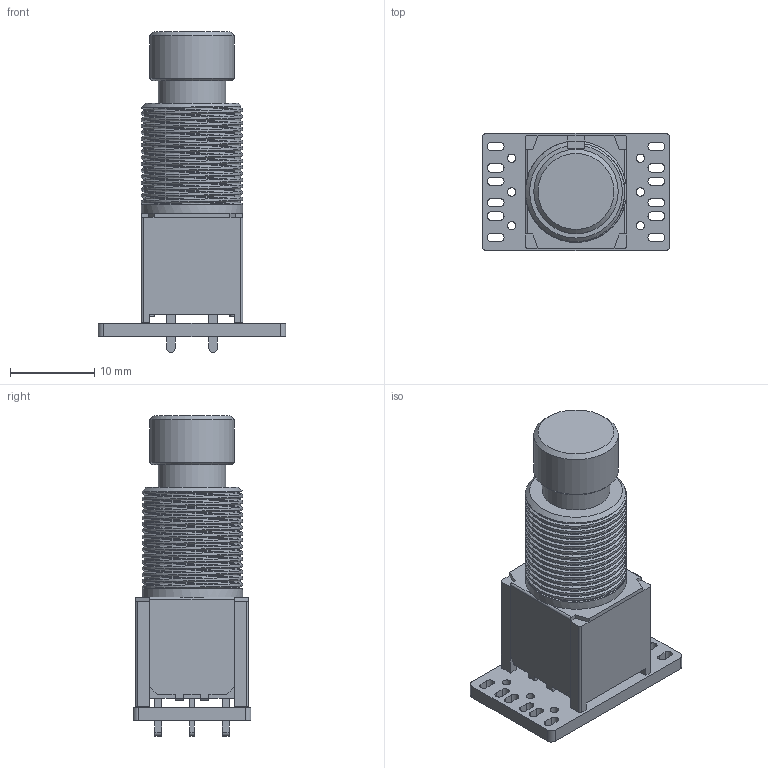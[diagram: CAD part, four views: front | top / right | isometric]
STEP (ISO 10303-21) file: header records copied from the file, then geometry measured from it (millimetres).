
FILE_DESCRIPTION(('KiCad electronic assembly'),'2;1');
FILE_NAME('#410-000 - Alpha DPDT.step','2019-12-31T12:03:26',( 'An Author'),('A Company'),'Open CASCADE STEP processor 6.9', 'KiCad to STEP converter','Unknown');
FILE_SCHEMA(('AUTOMOTIVE_DESIGN { 1 0 10303 214 1 1 1 1 }'));
Length unit declared in the file: millimetre
Products named in the file (13): Open CASCADE STEP translator 6.9 1; Alpha_Taiwan_SF12011-0202-20R-X; SOLID; COMPOUND
Assembly tree (12 placements, depth 3):
  Open CASCADE STEP translator 6.9 1
    Alpha_Taiwan_SF12011-0202-20R-X
      SOLID
      SOLID
      SOLID
      SOLID
      SOLID
      SOLID
      SOLID
      SOLID
      SOLID
      SOLID
    COMPOUND
Bounding box: 22.23 x 13.97 x 38 mm (x, y, z)
Volume: 4369.1 mm3; surface area: 3934.2 mm2
Topology: 11 solids, 11 shells, 326 faces, 898 edges, 595 vertices
Faces by surface type: plane 177, cylinder 98, bspline 48, cone 3
Full cylindrical faces by diameter (mm): 1 x6, 8 x1, 10 x1
Entity records: 36974 total; most frequent: CARTESIAN_POINT 19309, DIRECTION 2982, LINE 1935, VECTOR 1935, ORIENTED_EDGE 1796, PCURVE 1796, DEFINITIONAL_REPRESENTATION 1796, EDGE_CURVE 898
